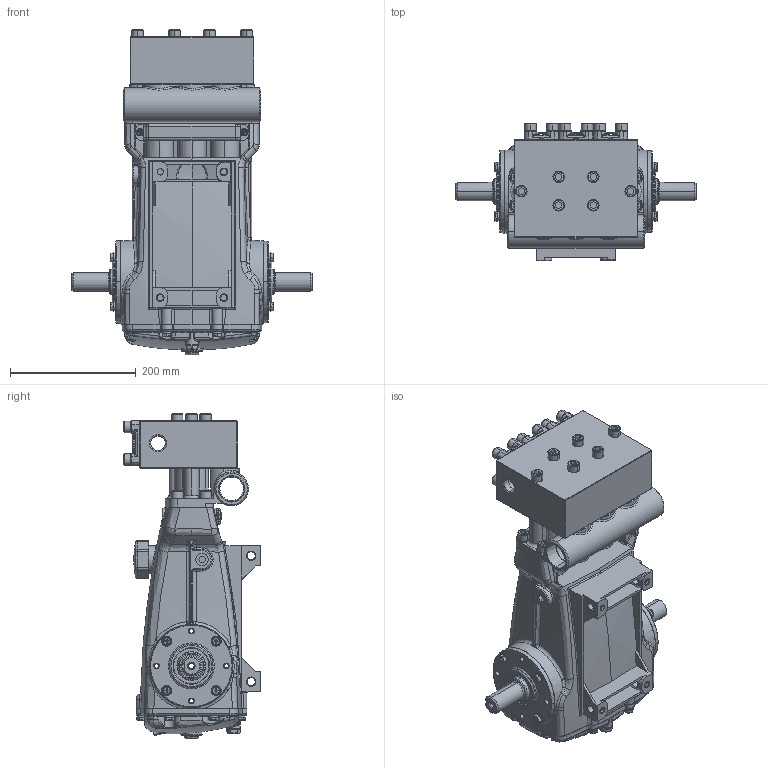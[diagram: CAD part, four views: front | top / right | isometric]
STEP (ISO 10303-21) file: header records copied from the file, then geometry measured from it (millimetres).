
FILE_DESCRIPTION (( 'STEP AP203' ), '1' );
FILE_NAME ('2560BH.STEP', '2021-03-19T16:13:21', ( '' ), ( '' ), 'SwSTEP 2.0', 'SolidWorks 2020', '' );
FILE_SCHEMA (( 'CONFIG_CONTROL_DESIGN' ));
Products named in the file (1): 2560BH
Bounding box: 382 x 218 x 517 mm (x, y, z)
Surface area: 681176.7 mm2 (no closed solid volume)
Topology: 0 solids, 104 shells, 2208 faces, 6837 edges, 4609 vertices
Faces by surface type: plane 742, cylinder 599, bspline 340, torus 313, cone 200, sphere 14
Entity records: 113480 total; most frequent: CARTESIAN_POINT 56020, DIRECTION 11721, ORIENTED_EDGE 11327, EDGE_CURVE 6797, AXIS2_PLACEMENT_3D 4616, VERTEX_POINT 4608, CIRCLE 2747, VECTOR 2489
